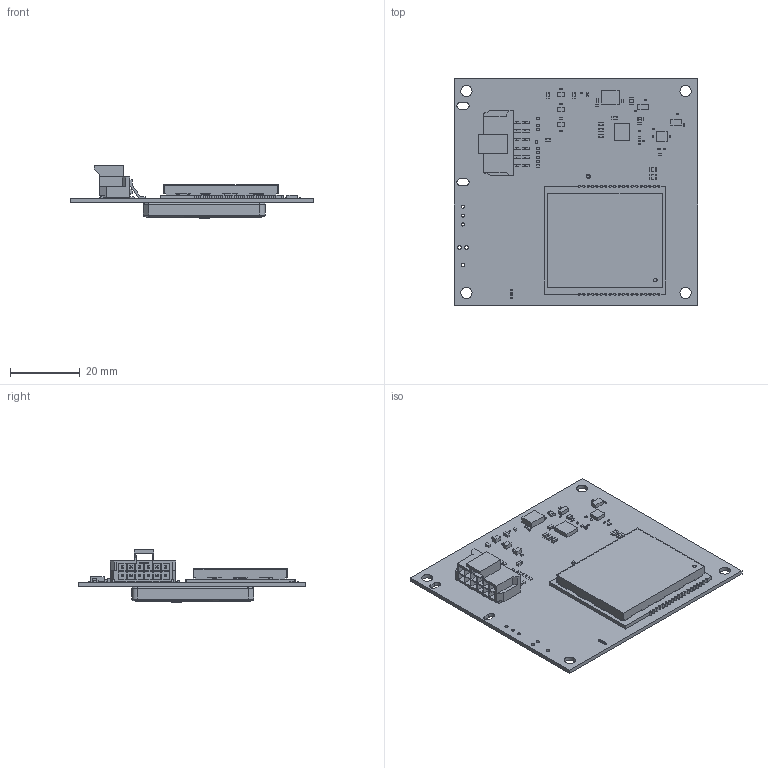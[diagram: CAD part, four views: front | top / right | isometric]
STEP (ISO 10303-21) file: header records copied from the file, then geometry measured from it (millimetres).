
FILE_DESCRIPTION(('Open CASCADE Model'),'2;1');
FILE_NAME('Open CASCADE Shape Model','2023-02-27T11:49:28',('Author'),( 'Open CASCADE'),'Open CASCADE STEP processor 7.5','Open CASCADE 7.5' ,'Unknown');
FILE_SCHEMA(('AUTOMOTIVE_DESIGN { 1 0 10303 214 1 1 1 1 }'));
Products named in the file (1): PCB
Bounding box: 70 x 65 x 15.06 mm (x, y, z)
Volume: 7428.9 mm3; surface area: 20303.1 mm2
Topology: 242 solids, 3532 shells, 6020 faces, 21795 edges, 19388 vertices
Faces by surface type: plane 4939, cylinder 769, sphere 250, bspline 55, torus 7
Full cylindrical faces by diameter (mm): 0.355 x1, 0.6 x38, 0.8 x2, 0.9 x3, 1 x3, 1.2 x1, 3 x1, 3.2 x5
Entity records: 261372 total; most frequent: CARTESIAN_POINT 51452, DIRECTION 35890, ORIENTED_EDGE 27964, EDGE_CURVE 21491, VERTEX_POINT 19276, LINE 18678, VECTOR 18678, AXIS2_PLACEMENT_3D 8606
